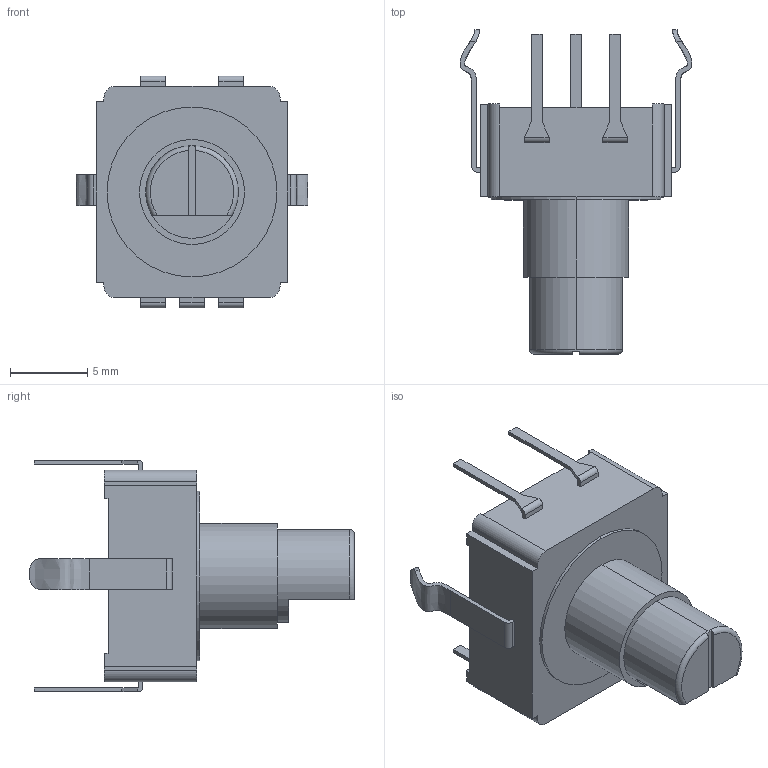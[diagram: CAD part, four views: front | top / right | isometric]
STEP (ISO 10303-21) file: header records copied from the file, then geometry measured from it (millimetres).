
FILE_DESCRIPTION (( 'STEP AP214' ), '1' );
FILE_NAME ('71E33866-2A44-467B-B42B-CD824AD38FC1.STEP', '2022-10-07T19:52:10', ( '' ), ( '' ), 'SwSTEP 2.0', 'SolidWorks 2022', '' );
FILE_SCHEMA (( 'AUTOMOTIVE_DESIGN' ));
Length unit declared in the file: millimetre
Products named in the file (1): 71E33866-2A44-467B-B42B-CD824AD38FC1
Bounding box: 15.01 x 21.03 x 15 mm (x, y, z)
Volume: 1301.6 mm3; surface area: 1006.3 mm2
Topology: 1 solids, 1 shells, 137 faces, 351 edges, 226 vertices
Faces by surface type: plane 104, cylinder 28, bspline 4, torus 1
Entity records: 5958 total; most frequent: CARTESIAN_POINT 1263, ORIENTED_EDGE 702, DIRECTION 652, EDGE_CURVE 351, LINE 278, VECTOR 278, VERTEX_POINT 226, AXIS2_PLACEMENT_3D 187
